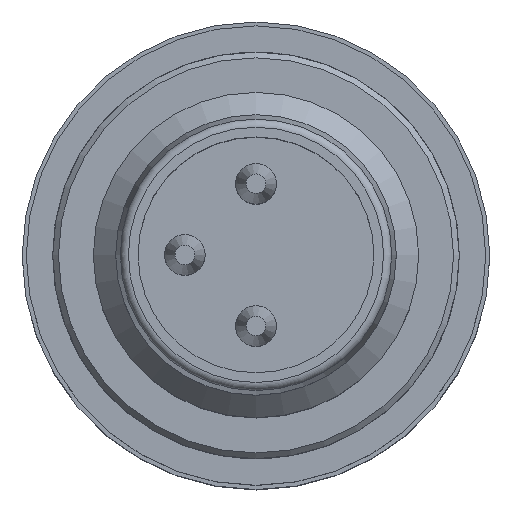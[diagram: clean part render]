
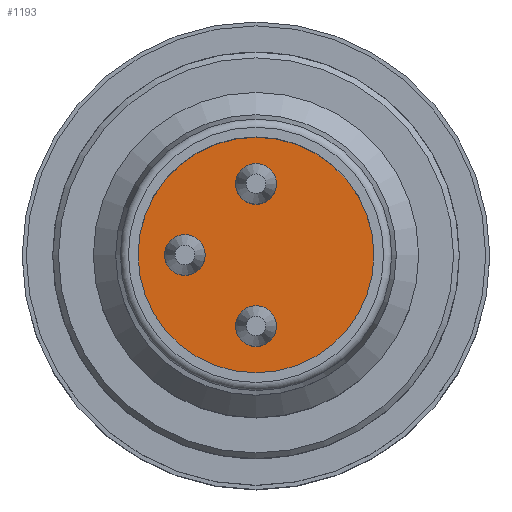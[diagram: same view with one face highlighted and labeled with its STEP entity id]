
A CAD part, top view. The second image highlights one B-rep face of the part: STEP entity #1193.
In plain terms, the highlighted planar face has unit normal (0, 0, 1).
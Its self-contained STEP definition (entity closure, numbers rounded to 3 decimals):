
#40=PLANE('',#1260);
#142=ORIENTED_EDGE('',*,*,#334,.F.);
#143=ORIENTED_EDGE('',*,*,#335,.F.);
#144=ORIENTED_EDGE('',*,*,#336,.F.);
#145=ORIENTED_EDGE('',*,*,#337,.F.);
#334=EDGE_CURVE('',#430,#430,#504,.T.);
#335=EDGE_CURVE('',#431,#431,#505,.F.);
#336=EDGE_CURVE('',#432,#432,#506,.F.);
#337=EDGE_CURVE('',#433,#433,#507,.F.);
#430=VERTEX_POINT('',#1653);
#431=VERTEX_POINT('',#1655);
#432=VERTEX_POINT('',#1657);
#433=VERTEX_POINT('',#1659);
#504=CIRCLE('',#1261,2.9);
#505=CIRCLE('',#1262,0.5);
#506=CIRCLE('',#1263,0.5);
#507=CIRCLE('',#1264,0.5);
#559=EDGE_LOOP('',(#142));
#560=EDGE_LOOP('',(#143));
#561=EDGE_LOOP('',(#144));
#562=EDGE_LOOP('',(#145));
#657=FACE_BOUND('',#559,.T.);
#658=FACE_BOUND('',#560,.T.);
#659=FACE_BOUND('',#561,.T.);
#660=FACE_BOUND('',#562,.T.);
#1193=ADVANCED_FACE('',(#657,#658,#659,#660),#40,.F.);
#1260=AXIS2_PLACEMENT_3D('',#1651,#1383,#1384);
#1261=AXIS2_PLACEMENT_3D('',#1652,#1385,#1386);
#1262=AXIS2_PLACEMENT_3D('',#1654,#1387,#1388);
#1263=AXIS2_PLACEMENT_3D('',#1656,#1389,#1390);
#1264=AXIS2_PLACEMENT_3D('',#1658,#1391,#1392);
#1383=DIRECTION('',(0.,0.,-1.));
#1384=DIRECTION('',(-1.,0.,0.));
#1385=DIRECTION('',(0.,0.,-1.));
#1386=DIRECTION('',(-1.,0.,0.));
#1387=DIRECTION('',(0.,0.,-1.));
#1388=DIRECTION('',(-1.,0.,0.));
#1389=DIRECTION('',(0.,0.,-1.));
#1390=DIRECTION('',(-1.,0.,0.));
#1391=DIRECTION('',(0.,0.,-1.));
#1392=DIRECTION('',(-1.,0.,0.));
#1651=CARTESIAN_POINT('',(0.,0.,-5.));
#1652=CARTESIAN_POINT('',(0.,0.,-5.));
#1653=CARTESIAN_POINT('',(-2.9,0.,-5.));
#1654=CARTESIAN_POINT('',(0.,1.75,-5.));
#1655=CARTESIAN_POINT('',(-0.5,1.75,-5.));
#1656=CARTESIAN_POINT('',(-1.75,0.,-5.));
#1657=CARTESIAN_POINT('',(-2.25,0.,-5.));
#1658=CARTESIAN_POINT('',(0.,-1.75,-5.));
#1659=CARTESIAN_POINT('',(-0.5,-1.75,-5.));
